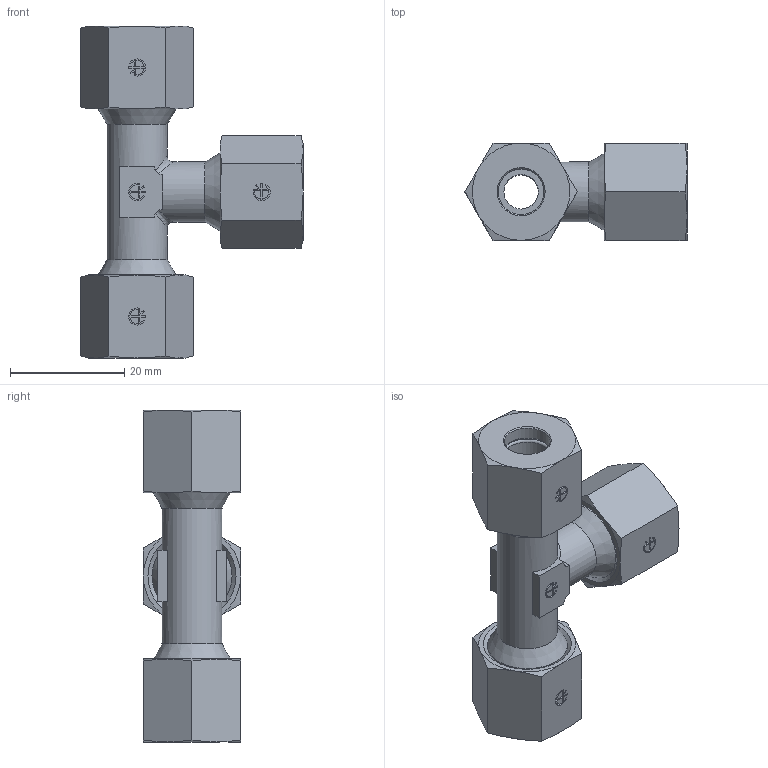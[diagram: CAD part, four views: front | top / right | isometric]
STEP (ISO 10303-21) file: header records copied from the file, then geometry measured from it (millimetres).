
FILE_DESCRIPTION(/* description */ (''),/* implementation_level */ '2;1');
FILE_NAME(/* name */ 't_8_l.stp',/* time_stamp */ '2016-12-01T10:35:02+01:00',/* author */ ('leitheußer'),/* organization */ (''),/* preprocessor_version */ 'ST-DEVELOPER v15.6',/* originating_system */ 'Autodesk Inventor LT ',/* authorisation */ '');
FILE_SCHEMA (('AUTOMOTIVE_DESIGN { 1 0 10303 214 3 1 1 }'));
Length unit declared in the file: millimetre
Products named in the file (1): Assembly TN 100-8L
Bounding box: 38.81 x 17 x 58 mm (x, y, z)
Volume: 11233 mm3; surface area: 10635.7 mm2
Topology: 7 solids, 7 shells, 248 faces, 556 edges, 344 vertices
Faces by surface type: plane 112, cone 69, cylinder 53, torus 12, bspline 2
Full cylindrical faces by diameter (mm): 6 x2, 8 x9, 10.1 x3, 10.5 x2, 11 x3, 12.4 x3, 14 x3
Entity records: 6568 total; most frequent: CARTESIAN_POINT 1384, DIRECTION 1082, ORIENTED_EDGE 964, EDGE_CURVE 482, AXIS2_PLACEMENT_3D 437, EDGE_LOOP 356, VERTEX_POINT 340, FACE_OUTER_BOUND 248
